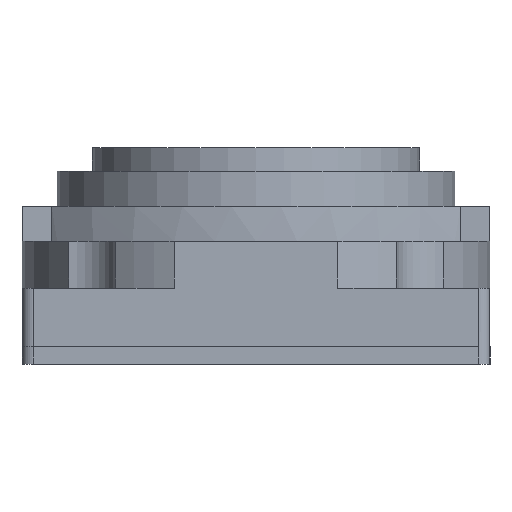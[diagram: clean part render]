
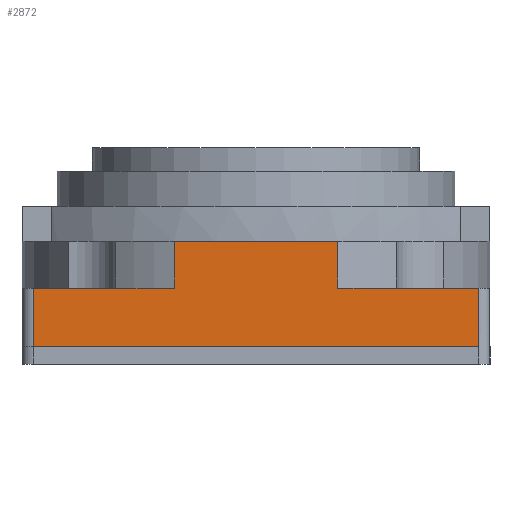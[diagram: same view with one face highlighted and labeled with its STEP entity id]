
A CAD part, left-side view. The second image highlights one B-rep face of the part: STEP entity #2872.
In plain terms, the highlighted planar face has unit normal (-1, 0, 0).
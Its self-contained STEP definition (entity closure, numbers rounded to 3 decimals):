
#361=VERTEX_POINT('',#4137);
#362=VERTEX_POINT('',#4139);
#377=VERTEX_POINT('',#4167);
#378=VERTEX_POINT('',#4168);
#383=VERTEX_POINT('',#4181);
#389=VERTEX_POINT('',#4195);
#428=VERTEX_POINT('',#4303);
#429=VERTEX_POINT('',#4305);
#624=VECTOR('',#3341,1.);
#631=VECTOR('',#3375,1.);
#639=VECTOR('',#3384,1.);
#654=VECTOR('',#3422,1.);
#675=VECTOR('',#3475,1.);
#678=VECTOR('',#3488,1.);
#695=VECTOR('',#3538,1.);
#856=LINE('',#4138,#624);
#863=LINE('',#4180,#631);
#871=LINE('',#4196,#639);
#886=LINE('',#4241,#654);
#907=LINE('',#4304,#675);
#910=LINE('',#4318,#678);
#927=LINE('',#4370,#695);
#1138=EDGE_CURVE('',#362,#361,#856,.T.);
#1156=EDGE_CURVE('',#378,#377,#856,.T.);
#1163=EDGE_CURVE('',#362,#383,#863,.T.);
#1172=EDGE_CURVE('',#377,#389,#871,.T.);
#1202=EDGE_CURVE('',#389,#383,#886,.T.);
#1235=EDGE_CURVE('',#429,#428,#907,.T.);
#1242=EDGE_CURVE('',#378,#428,#910,.T.);
#1269=EDGE_CURVE('',#429,#361,#927,.T.);
#2319=ORIENTED_EDGE('',*,*,#1156,.T.);
#2320=ORIENTED_EDGE('',*,*,#1172,.T.);
#2321=ORIENTED_EDGE('',*,*,#1202,.T.);
#2322=ORIENTED_EDGE('',*,*,#1163,.F.);
#2323=ORIENTED_EDGE('',*,*,#1138,.T.);
#2324=ORIENTED_EDGE('',*,*,#1269,.F.);
#2325=ORIENTED_EDGE('',*,*,#1235,.T.);
#2326=ORIENTED_EDGE('',*,*,#1242,.F.);
#2516=EDGE_LOOP('',(#2319,#2320,#2321,#2322,#2323,#2324,#2325,#2326));
#2706=FACE_BOUND('',#2516,.T.);
#2872=ADVANCED_FACE('',(#2706),#5231,.T.);
#3172=AXIS2_PLACEMENT_3D('',#5164,#3925,$);
#3341=DIRECTION('',(0.,1.,0.));
#3375=DIRECTION('',(0.,0.,1.));
#3384=DIRECTION('',(0.,0.,1.));
#3422=DIRECTION('',(0.,1.,0.));
#3475=DIRECTION('',(0.,-1.,0.));
#3488=DIRECTION('',(0.,0.,-1.));
#3538=DIRECTION('',(0.,0.,1.));
#3925=DIRECTION('',(-1.,0.,0.));
#4137=CARTESIAN_POINT('',(-20.,9.5,2.5));
#4138=CARTESIAN_POINT('',(-20.,10.,2.5));
#4139=CARTESIAN_POINT('',(-20.,3.5,2.5));
#4167=CARTESIAN_POINT('',(-20.,-3.5,2.5));
#4168=CARTESIAN_POINT('',(-20.,-9.523,2.5));
#4180=CARTESIAN_POINT('',(-20.,3.5,2.5));
#4181=CARTESIAN_POINT('',(-20.,3.5,4.5));
#4195=CARTESIAN_POINT('',(-20.,-3.5,4.5));
#4196=CARTESIAN_POINT('',(-20.,-3.5,2.5));
#4241=CARTESIAN_POINT('',(-20.,10.,4.5));
#4303=CARTESIAN_POINT('',(-20.,-9.523,0.));
#4304=CARTESIAN_POINT('',(-20.,10.,0.));
#4305=CARTESIAN_POINT('',(-20.,9.5,0.));
#4318=CARTESIAN_POINT('',(-20.,-9.523,0.));
#4370=CARTESIAN_POINT('',(-20.,9.5,0.));
#5164=CARTESIAN_POINT('',(-20.,0.,0.));
#5231=PLANE('',#3172);
